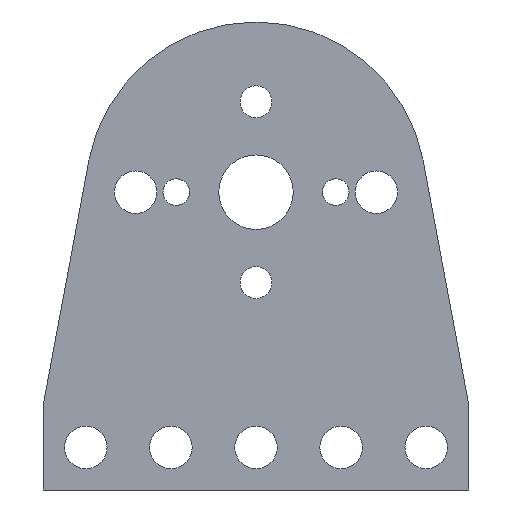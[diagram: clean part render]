
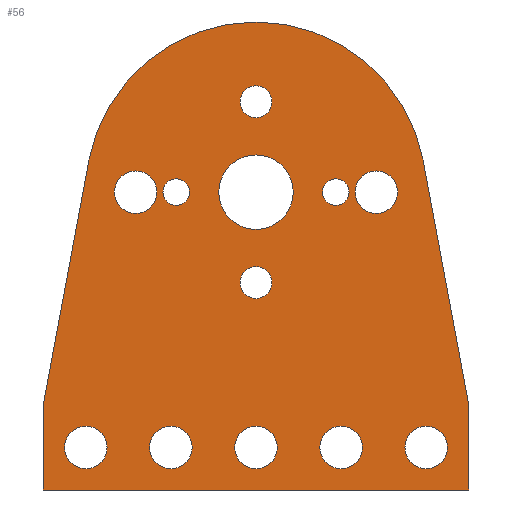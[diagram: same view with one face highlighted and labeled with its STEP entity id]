
A CAD part, front view. The second image highlights one B-rep face of the part: STEP entity #56.
In plain terms, the highlighted planar face has unit normal (0, -1, 0).
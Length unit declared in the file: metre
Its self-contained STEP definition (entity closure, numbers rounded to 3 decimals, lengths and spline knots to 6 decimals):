
#56 = ADVANCED_FACE( 'NONE', ( #124, #125, #126, #127, #128, #129, #130, #131, #132, #133, #134, #135, #136 ), #137, .F. );
#124 = FACE_OUTER_BOUND( '', #227, .T. );
#125 = FACE_BOUND( '', #228, .T. );
#126 = FACE_BOUND( '', #229, .T. );
#127 = FACE_BOUND( '', #230, .T. );
#128 = FACE_BOUND( '', #231, .T. );
#129 = FACE_BOUND( '', #232, .T. );
#130 = FACE_BOUND( '', #233, .T. );
#131 = FACE_BOUND( '', #234, .T. );
#132 = FACE_BOUND( '', #235, .T. );
#133 = FACE_BOUND( '', #236, .T. );
#134 = FACE_BOUND( '', #237, .T. );
#135 = FACE_BOUND( '', #238, .T. );
#136 = FACE_BOUND( '', #239, .T. );
#137 = PLANE( '', #240 );
#227 = EDGE_LOOP( '', ( #339, #340, #341, #342, #343, #344 ) );
#228 = EDGE_LOOP( '', ( #345 ) );
#229 = EDGE_LOOP( '', ( #346 ) );
#230 = EDGE_LOOP( '', ( #347 ) );
#231 = EDGE_LOOP( '', ( #348 ) );
#232 = EDGE_LOOP( '', ( #349 ) );
#233 = EDGE_LOOP( '', ( #350 ) );
#234 = EDGE_LOOP( '', ( #351 ) );
#235 = EDGE_LOOP( '', ( #352 ) );
#236 = EDGE_LOOP( '', ( #353 ) );
#237 = EDGE_LOOP( '', ( #354 ) );
#238 = EDGE_LOOP( '', ( #355 ) );
#239 = EDGE_LOOP( '', ( #356 ) );
#240 = AXIS2_PLACEMENT_3D( '', #357, #358, #359 );
#339 = ORIENTED_EDGE( '', *, *, #485, .T. );
#340 = ORIENTED_EDGE( '', *, *, #486, .T. );
#341 = ORIENTED_EDGE( '', *, *, #487, .F. );
#342 = ORIENTED_EDGE( '', *, *, #488, .F. );
#343 = ORIENTED_EDGE( '', *, *, #489, .F. );
#344 = ORIENTED_EDGE( '', *, *, #468, .T. );
#345 = ORIENTED_EDGE( '', *, *, #490, .T. );
#346 = ORIENTED_EDGE( '', *, *, #480, .T. );
#347 = ORIENTED_EDGE( '', *, *, #466, .T. );
#348 = ORIENTED_EDGE( '', *, *, #491, .T. );
#349 = ORIENTED_EDGE( '', *, *, #492, .T. );
#350 = ORIENTED_EDGE( '', *, *, #483, .T. );
#351 = ORIENTED_EDGE( '', *, *, #493, .T. );
#352 = ORIENTED_EDGE( '', *, *, #474, .T. );
#353 = ORIENTED_EDGE( '', *, *, #477, .T. );
#354 = ORIENTED_EDGE( '', *, *, #494, .T. );
#355 = ORIENTED_EDGE( '', *, *, #495, .T. );
#356 = ORIENTED_EDGE( '', *, *, #496, .T. );
#357 = CARTESIAN_POINT( '', ( 0., 0., 0. ) );
#358 = DIRECTION( '', ( 0., 1., 0. ) );
#359 = DIRECTION( '', ( 1., 0., 0. ) );
#466 = EDGE_CURVE( 'NONE', #529, #529, #530, .T. );
#468 = EDGE_CURVE( 'NONE', #532, #533, #534, .T. );
#474 = EDGE_CURVE( 'NONE', #543, #543, #544, .T. );
#477 = EDGE_CURVE( 'NONE', #548, #548, #549, .T. );
#480 = EDGE_CURVE( 'NONE', #553, #553, #554, .T. );
#483 = EDGE_CURVE( 'NONE', #558, #558, #559, .T. );
#485 = EDGE_CURVE( 'NONE', #533, #561, #562, .T. );
#486 = EDGE_CURVE( 'NONE', #561, #563, #564, .T. );
#487 = EDGE_CURVE( 'NONE', #565, #563, #566, .T. );
#488 = EDGE_CURVE( 'NONE', #567, #565, #568, .T. );
#489 = EDGE_CURVE( 'NONE', #532, #567, #569, .T. );
#490 = EDGE_CURVE( 'NONE', #570, #570, #571, .T. );
#491 = EDGE_CURVE( 'NONE', #572, #572, #573, .T. );
#492 = EDGE_CURVE( 'NONE', #574, #574, #575, .T. );
#493 = EDGE_CURVE( 'NONE', #576, #576, #577, .T. );
#494 = EDGE_CURVE( 'NONE', #578, #578, #579, .T. );
#495 = EDGE_CURVE( 'NONE', #580, #580, #581, .T. );
#496 = EDGE_CURVE( 'NONE', #582, #582, #583, .T. );
#529 = VERTEX_POINT( '', #627 );
#530 = CIRCLE( '', #628, 0.00125 );
#532 = VERTEX_POINT( 'NONE', #630 );
#533 = VERTEX_POINT( 'NONE', #631 );
#534 = LINE( '', #632, #633 );
#543 = VERTEX_POINT( '', #645 );
#544 = CIRCLE( '', #646, 0.0035 );
#548 = VERTEX_POINT( '', #650 );
#549 = CIRCLE( '', #651, 0.002 );
#553 = VERTEX_POINT( '', #655 );
#554 = CIRCLE( '', #656, 0.002 );
#558 = VERTEX_POINT( '', #660 );
#559 = CIRCLE( '', #661, 0.002 );
#561 = VERTEX_POINT( 'NONE', #663 );
#562 = LINE( '', #664, #665 );
#563 = VERTEX_POINT( 'NONE', #666 );
#564 = LINE( '', #667, #668 );
#565 = VERTEX_POINT( 'NONE', #669 );
#566 = CIRCLE( '', #670, 0.016 );
#567 = VERTEX_POINT( 'NONE', #671 );
#568 = LINE( '', #672, #673 );
#569 = LINE( '', #674, #675 );
#570 = VERTEX_POINT( '', #676 );
#571 = CIRCLE( '', #677, 0.002 );
#572 = VERTEX_POINT( '', #678 );
#573 = CIRCLE( '', #679, 0.00125 );
#574 = VERTEX_POINT( '', #680 );
#575 = CIRCLE( '', #681, 0.002 );
#576 = VERTEX_POINT( '', #682 );
#577 = CIRCLE( '', #683, 0.002 );
#578 = VERTEX_POINT( '', #684 );
#579 = CIRCLE( '', #685, 0.002 );
#580 = VERTEX_POINT( '', #686 );
#581 = CIRCLE( '', #687, 0.0015 );
#582 = VERTEX_POINT( '', #688 );
#583 = CIRCLE( '', #689, 0.0015 );
#627 = CARTESIAN_POINT( '', ( 0.0075, 0., -0.00125 ) );
#628 = AXIS2_PLACEMENT_3D( '', #741, #742, #743 );
#630 = CARTESIAN_POINT( '', ( -0.02, 0., -0.028 ) );
#631 = CARTESIAN_POINT( '', ( 0.02, 0., -0.028 ) );
#632 = CARTESIAN_POINT( '', ( 0., 0., -0.028 ) );
#633 = VECTOR( '', #744, 1. );
#645 = CARTESIAN_POINT( '', ( 0., 0., 0.0035 ) );
#646 = AXIS2_PLACEMENT_3D( '', #751, #752, #753 );
#650 = CARTESIAN_POINT( '', ( -0.008, 0., -0.022 ) );
#651 = AXIS2_PLACEMENT_3D( '', #757, #758, #759 );
#655 = CARTESIAN_POINT( '', ( -0.011314, 0., 0.002 ) );
#656 = AXIS2_PLACEMENT_3D( '', #763, #764, #765 );
#660 = CARTESIAN_POINT( '', ( 0.008, 0., -0.026 ) );
#661 = AXIS2_PLACEMENT_3D( '', #769, #770, #771 );
#663 = CARTESIAN_POINT( '', ( 0.02, 0., -0.02 ) );
#664 = CARTESIAN_POINT( '', ( 0.02, 0., 0. ) );
#665 = VECTOR( '', #772, 1. );
#666 = CARTESIAN_POINT( '', ( 0.01573, 0., 0.00293 ) );
#667 = CARTESIAN_POINT( '', ( 0.01573, 0., 0.00293 ) );
#668 = VECTOR( '', #773, 1. );
#669 = CARTESIAN_POINT( '', ( -0.01573, 0., 0.00293 ) );
#670 = AXIS2_PLACEMENT_3D( '', #774, #775, #776 );
#671 = CARTESIAN_POINT( '', ( -0.02, 0., -0.02 ) );
#672 = CARTESIAN_POINT( '', ( -0.01573, 0., 0.00293 ) );
#673 = VECTOR( '', #777, 1. );
#674 = CARTESIAN_POINT( '', ( -0.02, 0., 0. ) );
#675 = VECTOR( '', #778, 1. );
#676 = CARTESIAN_POINT( '', ( 0.011314, 0., 0.002 ) );
#677 = AXIS2_PLACEMENT_3D( '', #779, #780, #781 );
#678 = CARTESIAN_POINT( '', ( -0.0075, 0., 0.00125 ) );
#679 = AXIS2_PLACEMENT_3D( '', #782, #783, #784 );
#680 = CARTESIAN_POINT( '', ( -0.016, 0., -0.022 ) );
#681 = AXIS2_PLACEMENT_3D( '', #785, #786, #787 );
#682 = CARTESIAN_POINT( '', ( 0.016, 0., -0.026 ) );
#683 = AXIS2_PLACEMENT_3D( '', #788, #789, #790 );
#684 = CARTESIAN_POINT( '', ( 0., 0., -0.022 ) );
#685 = AXIS2_PLACEMENT_3D( '', #791, #792, #793 );
#686 = CARTESIAN_POINT( '', ( 0., 0., 0.007 ) );
#687 = AXIS2_PLACEMENT_3D( '', #794, #795, #796 );
#688 = CARTESIAN_POINT( '', ( 0., 0., -0.007 ) );
#689 = AXIS2_PLACEMENT_3D( '', #797, #798, #799 );
#741 = CARTESIAN_POINT( '', ( 0.0075, 0., 0. ) );
#742 = DIRECTION( '', ( 0., 1., 0. ) );
#743 = DIRECTION( '', ( 0., 0., -1. ) );
#744 = DIRECTION( '', ( 1., 0., 0. ) );
#751 = CARTESIAN_POINT( '', ( 0., 0., 0. ) );
#752 = DIRECTION( '', ( 0., 1., 0. ) );
#753 = DIRECTION( '', ( 0., 0., 1. ) );
#757 = CARTESIAN_POINT( '', ( -0.008, 0., -0.024 ) );
#758 = DIRECTION( '', ( 0., 1., 0. ) );
#759 = DIRECTION( '', ( 0., 0., 1. ) );
#763 = CARTESIAN_POINT( '', ( -0.011314, 0., 0. ) );
#764 = DIRECTION( '', ( 0., 1., 0. ) );
#765 = DIRECTION( '', ( 0., 0., 1. ) );
#769 = CARTESIAN_POINT( '', ( 0.008, 0., -0.024 ) );
#770 = DIRECTION( '', ( 0., 1., 0. ) );
#771 = DIRECTION( '', ( 0., 0., -1. ) );
#772 = DIRECTION( '', ( 0., 0., 1. ) );
#773 = DIRECTION( '', ( -0.183, 0., 0.983 ) );
#774 = CARTESIAN_POINT( '', ( 0., 0., 0. ) );
#775 = DIRECTION( '', ( 0., 1., 0. ) );
#776 = DIRECTION( '', ( 0., 0., 1. ) );
#777 = DIRECTION( '', ( 0.183, 0., 0.983 ) );
#778 = DIRECTION( '', ( 0., 0., 1. ) );
#779 = CARTESIAN_POINT( '', ( 0.011314, 0., 0. ) );
#780 = DIRECTION( '', ( 0., 1., 0. ) );
#781 = DIRECTION( '', ( 0., 0., 1. ) );
#782 = CARTESIAN_POINT( '', ( -0.0075, 0., 0. ) );
#783 = DIRECTION( '', ( 0., 1., 0. ) );
#784 = DIRECTION( '', ( 0., 0., 1. ) );
#785 = CARTESIAN_POINT( '', ( -0.016, 0., -0.024 ) );
#786 = DIRECTION( '', ( 0., 1., 0. ) );
#787 = DIRECTION( '', ( 0., 0., 1. ) );
#788 = CARTESIAN_POINT( '', ( 0.016, 0., -0.024 ) );
#789 = DIRECTION( '', ( 0., 1., 0. ) );
#790 = DIRECTION( '', ( 0., 0., -1. ) );
#791 = CARTESIAN_POINT( '', ( 0., 0., -0.024 ) );
#792 = DIRECTION( '', ( 0., 1., 0. ) );
#793 = DIRECTION( '', ( 0., 0., 1. ) );
#794 = CARTESIAN_POINT( '', ( 0., 0., 0.0085 ) );
#795 = DIRECTION( '', ( 0., 1., 0. ) );
#796 = DIRECTION( '', ( 0., 0., -1. ) );
#797 = CARTESIAN_POINT( '', ( 0., 0., -0.0085 ) );
#798 = DIRECTION( '', ( 0., 1., 0. ) );
#799 = DIRECTION( '', ( 0., 0., 1. ) );
